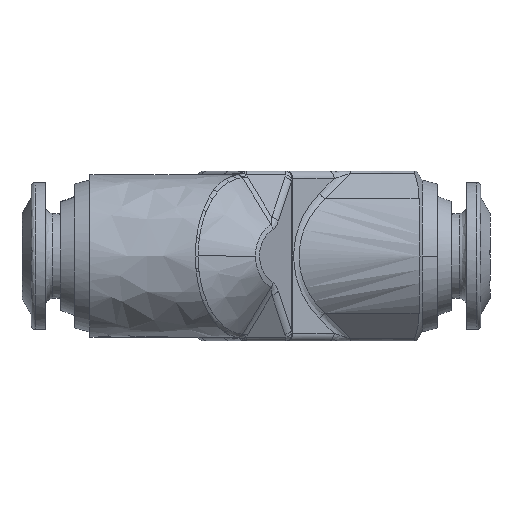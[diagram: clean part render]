
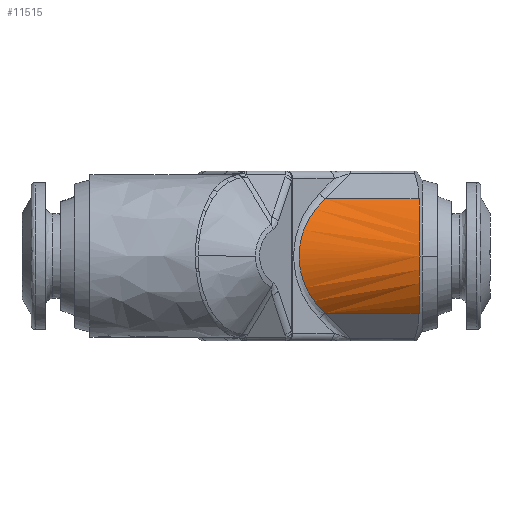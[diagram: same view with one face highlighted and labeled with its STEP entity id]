
A CAD part, left-side view. The second image highlights one B-rep face of the part: STEP entity #11515.
In plain terms, the highlighted free-form (B-spline) face has degree [1, 3] with [2, 4] control points.
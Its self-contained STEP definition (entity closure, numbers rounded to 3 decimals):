
#313 = VERTEX_POINT ( 'NONE', #6088 ) ;
#410 = FACE_OUTER_BOUND ( 'NONE', #2712, .T. ) ;
#946 = CARTESIAN_POINT ( 'NONE',  ( -5.996, 20.484, -1.726 ) ) ;
#1027 = CARTESIAN_POINT ( 'NONE',  ( -5.82, 20.291, 2.164 ) ) ;
#1057 = CARTESIAN_POINT ( 'NONE',  ( -4.749, 13.039, 3.712 ) ) ;
#1098 = CARTESIAN_POINT ( 'NONE',  ( -6.202, 20.71, -0.941 ) ) ;
#1643 = ORIENTED_EDGE ( 'NONE', *, *, #13649, .F. ) ;
#1952 = CARTESIAN_POINT ( 'NONE',  ( -4.749, 20.849, -3.712 ) ) ;
#2104 = CARTESIAN_POINT ( 'NONE',  ( -5.767, 20.233, 2.28 ) ) ;
#2153 = CARTESIAN_POINT ( 'NONE',  ( -5.953, 20.438, 1.849 ) ) ;
#2258 = CARTESIAN_POINT ( 'NONE',  ( -6.287, 13.039, 0. ) ) ;
#2582 = B_SPLINE_CURVE_WITH_KNOTS ( 'NONE', 1,
 ( #14233, #4197 ),
 .UNSPECIFIED., .F., .F.,
 ( 2, 2 ),
 ( 0., 1. ),
 .UNSPECIFIED. ) ;
#2708 =( BOUNDED_CURVE ( )  B_SPLINE_CURVE ( 3, ( #12258, #8007, #5541, #6848 ),
 .UNSPECIFIED., .F., .T. ) 
 B_SPLINE_CURVE_WITH_KNOTS ( ( 4, 4 ),
 ( -0.785, 0. ),
 .UNSPECIFIED. ) 
 CURVE ( )  GEOMETRIC_REPRESENTATION_ITEM ( )  RATIONAL_B_SPLINE_CURVE ( ( 1., 0.949, 0.949, 1. ) ) 
 REPRESENTATION_ITEM ( '' )  );
#2712 = EDGE_LOOP ( 'NONE', ( #4172, #13938, #8041, #8147, #1643 ) ) ;
#3169 = CARTESIAN_POINT ( 'NONE',  ( -5.903, 20.383, -1.97 ) ) ;
#3192 = CARTESIAN_POINT ( 'NONE',  ( -6.012, 20.501, 1.686 ) ) ;
#3211 = CARTESIAN_POINT ( 'NONE',  ( -5.951, 20.435, -1.848 ) ) ;
#3268 = CARTESIAN_POINT ( 'NONE',  ( -6.111, 20.61, -1.357 ) ) ;
#3941 = EDGE_CURVE ( 'NONE', #6836, #12271, #2582, .T. ) ;
#4172 = ORIENTED_EDGE ( 'NONE', *, *, #11709, .F. ) ;
#4197 = CARTESIAN_POINT ( 'NONE',  ( -4.749, 13.039, 3.712 ) ) ;
#4261 = CARTESIAN_POINT ( 'NONE',  ( -6.253, 20.766, 0.686 ) ) ;
#4341 = CARTESIAN_POINT ( 'NONE',  ( -5.232, 19.648, 3.158 ) ) ;
#4406 = CARTESIAN_POINT ( 'NONE',  ( -5.45, 19.886, -2.844 ) ) ;
#4458 = VERTEX_POINT ( 'NONE', #14354 ) ;
#4556 = CARTESIAN_POINT ( 'NONE',  ( -6.287, 13.039, -1.411 ) ) ;
#4685 = CARTESIAN_POINT ( 'NONE',  ( -4.749, 19.118, -3.712 ) ) ;
#5213 =( BOUNDED_SURFACE ( )  B_SPLINE_SURFACE ( 1, 3, ( 
 ( #6035, #12038, #11843, #1952 ),
 ( #11936, #5222, #8624, #11889 ) ),
 .UNSPECIFIED., .F., .F., .F. ) 
 B_SPLINE_SURFACE_WITH_KNOTS ( ( 2, 2 ),
 ( 4, 4 ),
 ( 0., 1. ),
 ( 0., 1. ),
 .UNSPECIFIED. ) 
 GEOMETRIC_REPRESENTATION_ITEM ( )  RATIONAL_B_SPLINE_SURFACE ( (
 ( 1., 0.805, 0.805, 1.),
 ( 1., 0.805, 0.805, 1.) ) ) 
 REPRESENTATION_ITEM ( '' )  SURFACE ( )  );
#5222 = CARTESIAN_POINT ( 'NONE',  ( -6.924, 13.039, 1.538 ) ) ;
#5378 = CARTESIAN_POINT ( 'NONE',  ( -6.086, 20.583, 1.439 ) ) ;
#5408 = CARTESIAN_POINT ( 'NONE',  ( -4.874, 19.255, 3.588 ) ) ;
#5480 = CARTESIAN_POINT ( 'NONE',  ( -5.822, 20.294, -2.165 ) ) ;
#5535 = CARTESIAN_POINT ( 'NONE',  ( -6.151, 20.654, 1.191 ) ) ;
#5541 = CARTESIAN_POINT ( 'NONE',  ( -6.287, 13.039, 1.411 ) ) ;
#5590 = CARTESIAN_POINT ( 'NONE',  ( -4.998, 19.392, -3.463 ) ) ;
#5690 = CARTESIAN_POINT ( 'NONE',  ( -4.749, 19.118, -3.712 ) ) ;
#6035 = CARTESIAN_POINT ( 'NONE',  ( -4.749, 20.849, 3.712 ) ) ;
#6088 = CARTESIAN_POINT ( 'NONE',  ( -6.287, 13.039, 0. ) ) ;
#6528 = CARTESIAN_POINT ( 'NONE',  ( -6.287, 20.803, -0.171 ) ) ;
#6563 = CARTESIAN_POINT ( 'NONE',  ( -5.154, 19.562, 3.259 ) ) ;
#6613 = CARTESIAN_POINT ( 'NONE',  ( -5.306, 19.729, 3.055 ) ) ;
#6635 = CARTESIAN_POINT ( 'NONE',  ( -5.565, 20.012, -2.659 ) ) ;
#6836 = VERTEX_POINT ( 'NONE', #8346 ) ;
#6848 = CARTESIAN_POINT ( 'NONE',  ( -6.287, 13.039, 0. ) ) ;
#7721 = CARTESIAN_POINT ( 'NONE',  ( -4.991, 19.383, 3.458 ) ) ;
#7770 = CARTESIAN_POINT ( 'NONE',  ( -5.355, 19.782, 2.986 ) ) ;
#7845 = CARTESIAN_POINT ( 'NONE',  ( -4.749, 13.039, -3.712 ) ) ;
#7849 = CARTESIAN_POINT ( 'NONE',  ( -6.169, 20.674, 1.109 ) ) ;
#7914 = EDGE_CURVE ( 'NONE', #6836, #11895, #11268, .T. ) ;
#7986 = CARTESIAN_POINT ( 'NONE',  ( -5.747, 13.039, -2.715 ) ) ;
#8007 = CARTESIAN_POINT ( 'NONE',  ( -5.747, 13.039, 2.715 ) ) ;
#8041 = ORIENTED_EDGE ( 'NONE', *, *, #3941, .F. ) ;
#8147 = ORIENTED_EDGE ( 'NONE', *, *, #7914, .T. ) ;
#8346 = CARTESIAN_POINT ( 'NONE',  ( -4.749, 19.118, 3.712 ) ) ;
#8624 = CARTESIAN_POINT ( 'NONE',  ( -6.924, 13.039, -1.538 ) ) ;
#8787 = CARTESIAN_POINT ( 'NONE',  ( -5.92, 20.401, -1.929 ) ) ;
#8818 = CARTESIAN_POINT ( 'NONE',  ( -5.709, 20.17, 2.395 ) ) ;
#8880 = CARTESIAN_POINT ( 'NONE',  ( -5.378, 19.807, 2.953 ) ) ;
#8951 = CARTESIAN_POINT ( 'NONE',  ( -6.153, 20.656, -1.191 ) ) ;
#9034 = CARTESIAN_POINT ( 'NONE',  ( -4.749, 13.039, -3.712 ) ) ;
#9183 = B_SPLINE_CURVE_WITH_KNOTS ( 'NONE', 1,
 ( #7845, #13286 ),
 .UNSPECIFIED., .F., .F.,
 ( 2, 2 ),
 ( 0., 1. ),
 .UNSPECIFIED. ) ;
#9897 = CARTESIAN_POINT ( 'NONE',  ( -6.287, 20.803, 0.343 ) ) ;
#9925 = CARTESIAN_POINT ( 'NONE',  ( -5.87, 20.347, 2.049 ) ) ;
#9945 = CARTESIAN_POINT ( 'NONE',  ( -6.253, 20.766, -0.599 ) ) ;
#10048 = CARTESIAN_POINT ( 'NONE',  ( -5.425, 19.859, -2.882 ) ) ;
#11115 = CARTESIAN_POINT ( 'NONE',  ( -6.243, 20.754, -0.685 ) ) ;
#11170 = CARTESIAN_POINT ( 'NONE',  ( -5.216, 19.63, -3.195 ) ) ;
#11268 = B_SPLINE_CURVE_WITH_KNOTS ( 'NONE', 3,
 ( #12030, #5408, #7721, #6563, #4341, #6613, #7770, #8880, #12177, #14388, #8818, #2104, #1027, #14336, #9925, #2153, #3192, #5378, #13339, #5535, #7849, #4261, #9897, #6528, #12103, #9945, #11115, #13243, #1098, #8951, #3268, #14304, #946, #3211, #8787, #3169, #5480, #12148, #14356, #6635, #14403, #4406, #10048, #11170, #5590, #5690 ),
 .UNSPECIFIED., .F., .F.,
 ( 4, 2, 1, 2, 2, 2, 1, 2, 2, 2, 2, 2, 2, 2, 2, 2, 2, 1, 2, 2, 2, 1, 2, 2, 4 ),
 ( -1., -0.937, -0.906, -0.891, -0.875, -0.812, -0.781, -0.766, -0.75, -0.687, -0.656, -0.625, -0.5, -0.437, -0.406, -0.375, -0.312, -0.281, -0.266, -0.25, -0.187, -0.156, -0.141, -0.125, 0. ),
 .UNSPECIFIED. ) ;
#11515 = ADVANCED_FACE ( 'NONE', ( #410 ), #5213, .F. ) ;
#11709 = EDGE_CURVE ( 'NONE', #313, #4458, #11952, .T. ) ;
#11843 = CARTESIAN_POINT ( 'NONE',  ( -6.924, 20.849, -1.538 ) ) ;
#11889 = CARTESIAN_POINT ( 'NONE',  ( -4.749, 13.039, -3.712 ) ) ;
#11895 = VERTEX_POINT ( 'NONE', #4685 ) ;
#11936 = CARTESIAN_POINT ( 'NONE',  ( -4.749, 13.039, 3.712 ) ) ;
#11952 =( BOUNDED_CURVE ( )  B_SPLINE_CURVE ( 3, ( #2258, #4556, #7986, #9034 ),
 .UNSPECIFIED., .F., .T. ) 
 B_SPLINE_CURVE_WITH_KNOTS ( ( 4, 4 ),
 ( -0.785, 0. ),
 .UNSPECIFIED. ) 
 CURVE ( )  GEOMETRIC_REPRESENTATION_ITEM ( )  RATIONAL_B_SPLINE_CURVE ( ( 1., 0.949, 0.949, 1. ) ) 
 REPRESENTATION_ITEM ( '' )  );
#12030 = CARTESIAN_POINT ( 'NONE',  ( -4.749, 19.118, 3.712 ) ) ;
#12038 = CARTESIAN_POINT ( 'NONE',  ( -6.924, 20.849, 1.538 ) ) ;
#12103 = CARTESIAN_POINT ( 'NONE',  ( -6.278, 20.793, -0.343 ) ) ;
#12148 = CARTESIAN_POINT ( 'NONE',  ( -5.75, 20.215, -2.319 ) ) ;
#12177 = CARTESIAN_POINT ( 'NONE',  ( -5.499, 19.94, 2.771 ) ) ;
#12258 = CARTESIAN_POINT ( 'NONE',  ( -4.749, 13.039, 3.712 ) ) ;
#12271 = VERTEX_POINT ( 'NONE', #1057 ) ;
#12883 = EDGE_CURVE ( 'NONE', #12271, #313, #2708, .T. ) ;
#13243 = CARTESIAN_POINT ( 'NONE',  ( -6.217, 20.727, -0.855 ) ) ;
#13286 = CARTESIAN_POINT ( 'NONE',  ( -4.749, 19.118, -3.712 ) ) ;
#13339 = CARTESIAN_POINT ( 'NONE',  ( -6.109, 20.608, 1.357 ) ) ;
#13649 = EDGE_CURVE ( 'NONE', #4458, #11895, #9183, .T. ) ;
#13938 = ORIENTED_EDGE ( 'NONE', *, *, #12883, .F. ) ;
#14233 = CARTESIAN_POINT ( 'NONE',  ( -4.749, 19.118, 3.712 ) ) ;
#14304 = CARTESIAN_POINT ( 'NONE',  ( -6.036, 20.529, -1.604 ) ) ;
#14336 = CARTESIAN_POINT ( 'NONE',  ( -5.854, 20.329, 2.087 ) ) ;
#14354 = CARTESIAN_POINT ( 'NONE',  ( -4.749, 13.039, -3.712 ) ) ;
#14356 = CARTESIAN_POINT ( 'NONE',  ( -5.628, 20.082, -2.547 ) ) ;
#14388 = CARTESIAN_POINT ( 'NONE',  ( -5.588, 20.037, 2.622 ) ) ;
#14403 = CARTESIAN_POINT ( 'NONE',  ( -5.496, 19.937, -2.77 ) ) ;
